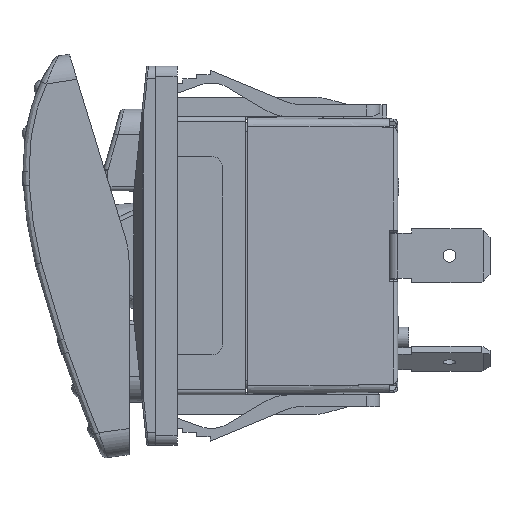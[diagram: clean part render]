
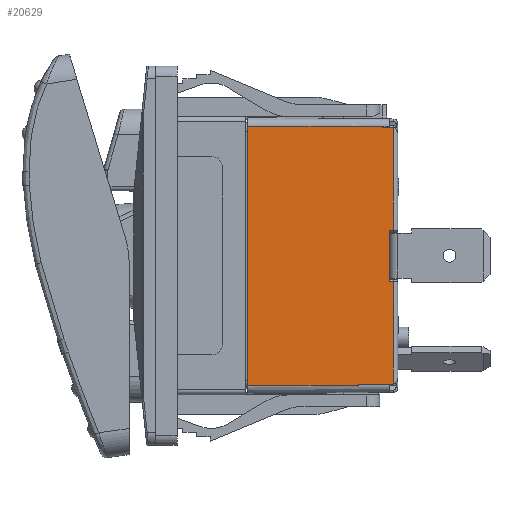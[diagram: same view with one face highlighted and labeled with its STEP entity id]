
A CAD part, left-side view. The second image highlights one B-rep face of the part: STEP entity #20629.
In plain terms, the highlighted planar face has unit normal (-1, -0.009, 0).
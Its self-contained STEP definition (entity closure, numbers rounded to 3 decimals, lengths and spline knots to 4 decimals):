
#1128=PLANE('',#22113);
#2576=FACE_OUTER_BOUND('',#3563,.T.);
#3563=EDGE_LOOP('',(#17297,#17298,#17299,#17300,#17301,#17302,#17303,#17304,
#17305,#17306));
#5190=LINE('',#43323,#7174);
#5198=LINE('',#43361,#7182);
#5203=LINE('',#43401,#7187);
#5207=LINE('',#43413,#7191);
#5208=LINE('',#43415,#7192);
#5209=LINE('',#43417,#7193);
#5210=LINE('',#43419,#7194);
#5211=LINE('',#43420,#7195);
#5212=LINE('',#43421,#7196);
#5213=LINE('',#43422,#7197);
#7174=VECTOR('',#26091,0.3937);
#7182=VECTOR('',#26131,0.3937);
#7187=VECTOR('',#26162,0.3937);
#7191=VECTOR('',#26174,0.3937);
#7192=VECTOR('',#26175,0.3937);
#7193=VECTOR('',#26176,0.3937);
#7194=VECTOR('',#26177,0.3937);
#7195=VECTOR('',#26178,0.3937);
#7196=VECTOR('',#26179,0.3937);
#7197=VECTOR('',#26180,0.3937);
#9613=VERTEX_POINT('',#43316);
#9616=VERTEX_POINT('',#43321);
#9630=VERTEX_POINT('',#43360);
#9637=VERTEX_POINT('',#43397);
#9639=VERTEX_POINT('',#43400);
#9642=VERTEX_POINT('',#43411);
#9643=VERTEX_POINT('',#43412);
#9644=VERTEX_POINT('',#43414);
#9645=VERTEX_POINT('',#43416);
#9646=VERTEX_POINT('',#43418);
#12503=EDGE_CURVE('',#9616,#9613,#5190,.T.);
#12521=EDGE_CURVE('',#9630,#9616,#5198,.T.);
#12535=EDGE_CURVE('',#9639,#9637,#5203,.T.);
#12541=EDGE_CURVE('',#9642,#9643,#5207,.T.);
#12542=EDGE_CURVE('',#9643,#9644,#5208,.T.);
#12543=EDGE_CURVE('',#9644,#9645,#5209,.T.);
#12544=EDGE_CURVE('',#9645,#9646,#5210,.T.);
#12545=EDGE_CURVE('',#9646,#9639,#5211,.T.);
#12546=EDGE_CURVE('',#9637,#9613,#5212,.T.);
#12547=EDGE_CURVE('',#9630,#9642,#5213,.T.);
#17297=ORIENTED_EDGE('',*,*,#12541,.T.);
#17298=ORIENTED_EDGE('',*,*,#12542,.T.);
#17299=ORIENTED_EDGE('',*,*,#12543,.T.);
#17300=ORIENTED_EDGE('',*,*,#12544,.T.);
#17301=ORIENTED_EDGE('',*,*,#12545,.T.);
#17302=ORIENTED_EDGE('',*,*,#12535,.T.);
#17303=ORIENTED_EDGE('',*,*,#12546,.T.);
#17304=ORIENTED_EDGE('',*,*,#12503,.F.);
#17305=ORIENTED_EDGE('',*,*,#12521,.F.);
#17306=ORIENTED_EDGE('',*,*,#12547,.T.);
#20629=ADVANCED_FACE('',(#2576),#1128,.T.);
#22113=AXIS2_PLACEMENT_3D('',#43410,#26172,#26173);
#26091=DIRECTION('',(-0.009,1.,0.));
#26131=DIRECTION('',(0.,0.,-1.));
#26162=DIRECTION('',(-0.009,1.,0.));
#26172=DIRECTION('center_axis',(-1.,-0.009,
0.));
#26173=DIRECTION('ref_axis',(0.,0.,1.));
#26174=DIRECTION('',(-0.009,1.,0.));
#26175=DIRECTION('',(0.,0.,-1.));
#26176=DIRECTION('',(0.009,-1.,0.));
#26177=DIRECTION('',(0.009,-1.,0.024));
#26178=DIRECTION('',(0.,0.,1.));
#26179=DIRECTION('',(0.,0.,1.));
#26180=DIRECTION('',(-0.009,1.,0.024));
#43316=CARTESIAN_POINT('',(-0.4038,0.0394,0.1161));
#43321=CARTESIAN_POINT('',(-0.4036,0.0195,0.1161));
#43323=CARTESIAN_POINT('',(-0.4036,0.0195,0.1161));
#43360=CARTESIAN_POINT('',(-0.4036,0.0195,0.5864));
#43361=CARTESIAN_POINT('',(-0.4036,0.0195,0.5864));
#43397=CARTESIAN_POINT('',(-0.4038,0.0394,-0.1161));
#43400=CARTESIAN_POINT('',(-0.4036,0.0195,-0.1161));
#43401=CARTESIAN_POINT('',(-0.4036,0.0195,-0.1161));
#43410=CARTESIAN_POINT('Origin',(-0.4035,0.0062,
0.));
#43411=CARTESIAN_POINT('',(-0.4052,0.194,0.5906));
#43412=CARTESIAN_POINT('',(-0.4094,0.685,0.5906));
#43413=CARTESIAN_POINT('',(-0.4052,0.194,0.5906));
#43414=CARTESIAN_POINT('',(-0.4094,0.685,-0.5906));
#43415=CARTESIAN_POINT('',(-0.4094,0.685,0.5906));
#43416=CARTESIAN_POINT('',(-0.4052,0.194,-0.5906));
#43417=CARTESIAN_POINT('',(-0.4094,0.685,-0.5906));
#43418=CARTESIAN_POINT('',(-0.4036,0.0195,-0.5864));
#43419=CARTESIAN_POINT('',(-0.4052,0.194,-0.5906));
#43420=CARTESIAN_POINT('',(-0.4036,0.0195,-0.5864));
#43421=CARTESIAN_POINT('',(-0.4038,0.0394,-0.1161));
#43422=CARTESIAN_POINT('',(-0.4036,0.0195,0.5864));
